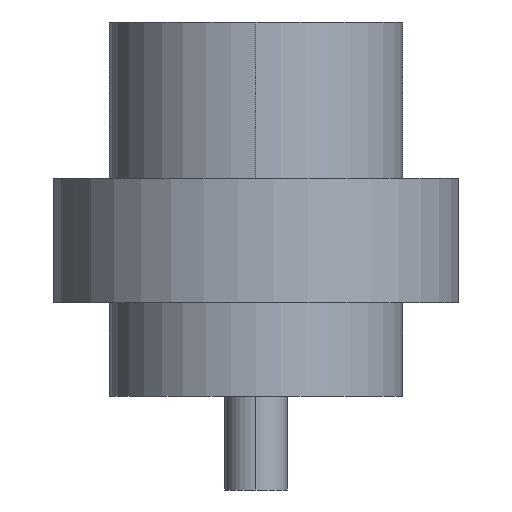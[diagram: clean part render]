
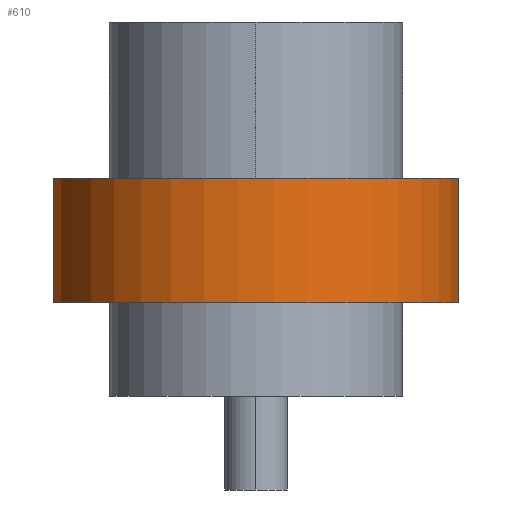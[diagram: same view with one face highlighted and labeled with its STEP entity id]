
A CAD part, left-side view. The second image highlights one B-rep face of the part: STEP entity #610.
In plain terms, the highlighted cylindrical face has radius 3.25 mm (diameter 6.5 mm), a partial arc.
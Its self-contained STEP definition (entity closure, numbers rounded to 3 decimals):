
#14 = ORIENTED_EDGE ( 'NONE', *, *, #845, .T. ) ;
#72 = VERTEX_POINT ( 'NONE', #957 ) ;
#149 = EDGE_CURVE ( 'NONE', #821, #526, #828, .T. ) ;
#191 = EDGE_CURVE ( 'NONE', #576, #821, #256, .T. ) ;
#209 = CARTESIAN_POINT ( 'NONE',  ( -4.35, -2.35, 1.9 ) ) ;
#218 = DIRECTION ( 'NONE',  ( 0., 0., 1. ) ) ;
#228 = DIRECTION ( 'NONE',  ( -1., 0., 0. ) ) ;
#251 = DIRECTION ( 'NONE',  ( -1., 0., 0. ) ) ;
#256 = CIRCLE ( 'NONE', #652, 3.25 ) ;
#292 = CARTESIAN_POINT ( 'NONE',  ( -2.105, -4.7, -0.1 ) ) ;
#314 = ORIENTED_EDGE ( 'NONE', *, *, #191, .F. ) ;
#345 = CYLINDRICAL_SURFACE ( 'NONE', #386, 3.25 ) ;
#374 = CARTESIAN_POINT ( 'NONE',  ( -2.105, 0., -0.1 ) ) ;
#377 = EDGE_CURVE ( 'NONE', #576, #72, #519, .T. ) ;
#386 = AXIS2_PLACEMENT_3D ( 'NONE', #862, #789, #428 ) ;
#392 = VECTOR ( 'NONE', #218, 1000. ) ;
#394 = DIRECTION ( 'NONE',  ( 0., 0., -1. ) ) ;
#418 = FACE_OUTER_BOUND ( 'NONE', #872, .T. ) ;
#420 = DIRECTION ( 'NONE',  ( 0., 0., -1. ) ) ;
#428 = DIRECTION ( 'NONE',  ( 1., 0., 0. ) ) ;
#449 = VECTOR ( 'NONE', #455, 1000. ) ;
#455 = DIRECTION ( 'NONE',  ( 0., 0., 1. ) ) ;
#519 = LINE ( 'NONE', #292, #392 ) ;
#526 = VERTEX_POINT ( 'NONE', #631 ) ;
#576 = VERTEX_POINT ( 'NONE', #773 ) ;
#610 = ADVANCED_FACE ( 'NONE', ( #418 ), #345, .T. ) ;
#621 = CIRCLE ( 'NONE', #880, 3.25 ) ;
#628 = CARTESIAN_POINT ( 'NONE',  ( -4.35, -2.35, -0.1 ) ) ;
#631 = CARTESIAN_POINT ( 'NONE',  ( -2.105, 0., 1.9 ) ) ;
#652 = AXIS2_PLACEMENT_3D ( 'NONE', #628, #420, #251 ) ;
#723 = ORIENTED_EDGE ( 'NONE', *, *, #377, .T. ) ;
#752 = CARTESIAN_POINT ( 'NONE',  ( -2.105, 0., -0.1 ) ) ;
#773 = CARTESIAN_POINT ( 'NONE',  ( -2.105, -4.7, -0.1 ) ) ;
#788 = ORIENTED_EDGE ( 'NONE', *, *, #149, .F. ) ;
#789 = DIRECTION ( 'NONE',  ( 0., 0., 1. ) ) ;
#821 = VERTEX_POINT ( 'NONE', #374 ) ;
#828 = LINE ( 'NONE', #752, #449 ) ;
#845 = EDGE_CURVE ( 'NONE', #72, #526, #621, .T. ) ;
#862 = CARTESIAN_POINT ( 'NONE',  ( -4.35, -2.35, -0.1 ) ) ;
#872 = EDGE_LOOP ( 'NONE', ( #14, #788, #314, #723 ) ) ;
#880 = AXIS2_PLACEMENT_3D ( 'NONE', #209, #394, #228 ) ;
#957 = CARTESIAN_POINT ( 'NONE',  ( -2.105, -4.7, 1.9 ) ) ;
